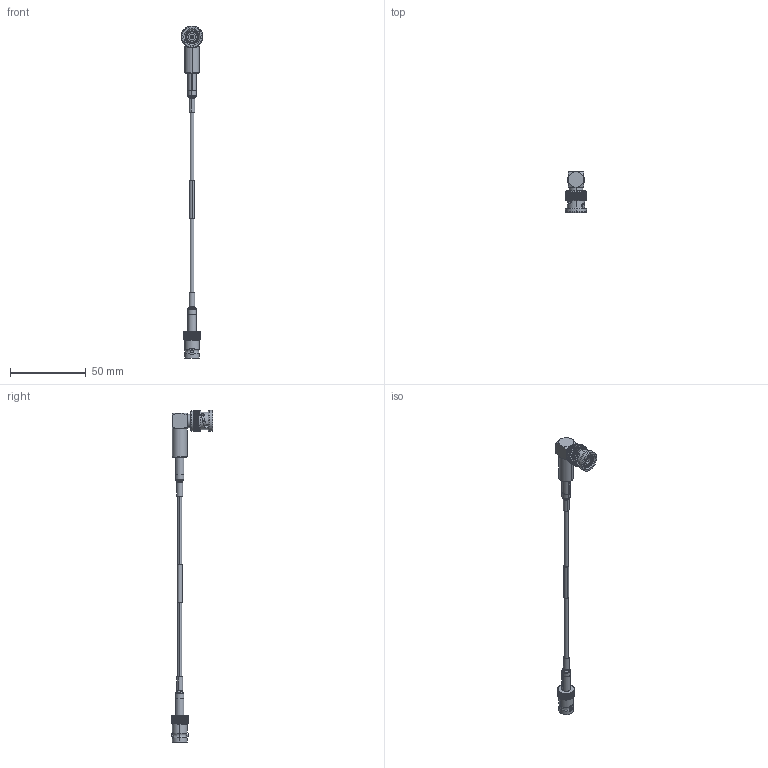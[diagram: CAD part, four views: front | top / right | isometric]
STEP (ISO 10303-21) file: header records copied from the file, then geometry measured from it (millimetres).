
FILE_DESCRIPTION (( 'STEP AP214' ), '1' );
FILE_NAME ('FMCA10013_3D.step', '2024-01-26T20:47:23', ( '' ), ( '' ), 'SwSTEP 2.0', 'SolidWorks 2022', '' );
FILE_SCHEMA (( 'AUTOMOTIVE_DESIGN' ));
Length unit declared in the file: inch
Products named in the file (6): 1AW01-003_.126 ID; FMCA10013_3D; FMCN1838_Assemble; HeatShrink-RG316-DS_2_LONG; PE4079 ¦ FMCN1352; RG316_NO LABEL
Assembly tree (6 placements, depth 2):
  FMCA10013_3D
    1AW01-003_.126 ID
    RG316_NO LABEL
    HeatShrink-RG316-DS_2_LONG  x2
    FMCN1838_Assemble
    PE4079 ¦ FMCN1352
Bounding box: 14.46 x 27.63 x 219.59 mm (x, y, z)
Volume: 6435.3 mm3; surface area: 9266.5 mm2
Topology: 12 solids, 13 shells, 2007 faces, 4426 edges, 2464 vertices
Faces by surface type: bspline 811, cylinder 471, plane 445, cone 262, torus 16, sphere 2
Entity records: 152081 total; most frequent: CARTESIAN_POINT 117532, ORIENTED_EDGE 8764, DIRECTION 4750, EDGE_CURVE 4382, VERTEX_POINT 2440, B_SPLINE_CURVE_WITH_KNOTS 2331, AXIS2_PLACEMENT_3D 2035, EDGE_LOOP 2026
